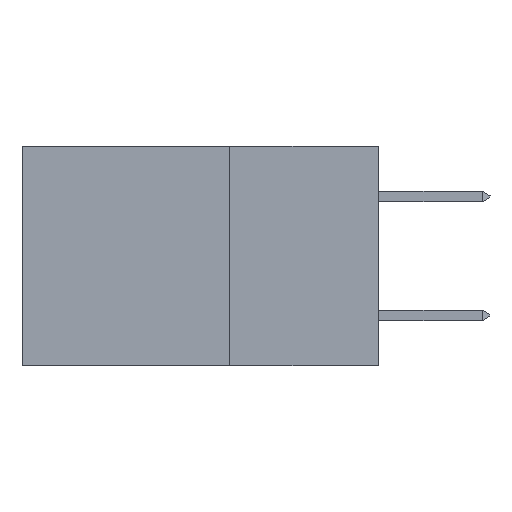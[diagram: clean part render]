
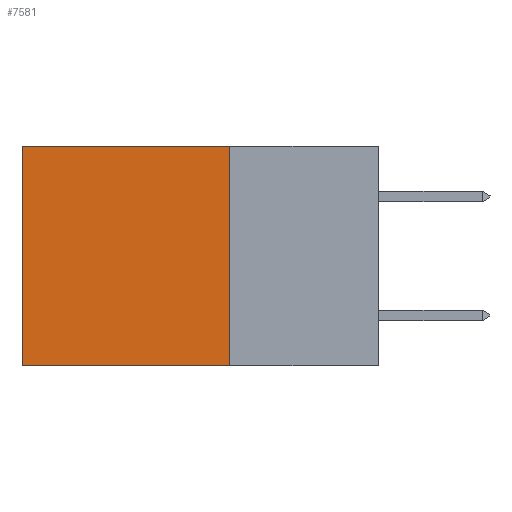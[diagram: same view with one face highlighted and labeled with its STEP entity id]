
A CAD part, left-side view. The second image highlights one B-rep face of the part: STEP entity #7581.
In plain terms, the highlighted planar face has unit normal (-1, 0, 0).
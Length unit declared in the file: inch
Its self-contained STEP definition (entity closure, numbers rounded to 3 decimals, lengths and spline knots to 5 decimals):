
#193 = FACE_OUTER_BOUND ( 'NONE', #9644, .T. ) ;
#896 = VECTOR ( 'NONE', #4978, 39.37008 ) ;
#1142 = VECTOR ( 'NONE', #8475, 39.37008 ) ;
#1185 = VECTOR ( 'NONE', #7486, 39.37008 ) ;
#1432 = EDGE_CURVE ( 'NONE', #7982, #11704, #9944, .T. ) ;
#2672 = ORIENTED_EDGE ( 'NONE', *, *, #1432, .F. ) ;
#2882 = CARTESIAN_POINT ( 'NONE',  ( 0.2615, 0.25, 0. ) ) ;
#3769 = VERTEX_POINT ( 'NONE', #2882 ) ;
#4037 = ORIENTED_EDGE ( 'NONE', *, *, #4242, .F. ) ;
#4242 = EDGE_CURVE ( 'NONE', #3769, #7982, #4848, .T. ) ;
#4848 = LINE ( 'NONE', #8849, #7518 ) ;
#4978 = DIRECTION ( 'NONE',  ( 0., 1., 0. ) ) ;
#5361 = CARTESIAN_POINT ( 'NONE',  ( 0.2615, 0.6, 0. ) ) ;
#5768 = ORIENTED_EDGE ( 'NONE', *, *, #10123, .T. ) ;
#5794 = AXIS2_PLACEMENT_3D ( 'NONE', #9026, #10850, #8898 ) ;
#5961 = DIRECTION ( 'NONE',  ( 0., 0., -1. ) ) ;
#6708 = CARTESIAN_POINT ( 'NONE',  ( 0.2615, 0.6, -0.37 ) ) ;
#6871 = PLANE ( 'NONE',  #5794 ) ;
#7001 = CARTESIAN_POINT ( 'NONE',  ( 0.2615, 0.25, -0.37 ) ) ;
#7108 = CARTESIAN_POINT ( 'NONE',  ( 0.2615, 0.25, -0.37 ) ) ;
#7486 = DIRECTION ( 'NONE',  ( 0., 1., 0. ) ) ;
#7518 = VECTOR ( 'NONE', #5961, 39.37008 ) ;
#7581 = ADVANCED_FACE ( 'NONE', ( #193 ), #6871, .F. ) ;
#7748 = LINE ( 'NONE', #8539, #1185 ) ;
#7776 = VERTEX_POINT ( 'NONE', #5361 ) ;
#7982 = VERTEX_POINT ( 'NONE', #7108 ) ;
#8475 = DIRECTION ( 'NONE',  ( 0., 0., -1. ) ) ;
#8539 = CARTESIAN_POINT ( 'NONE',  ( 0.2615, 0.25, 0. ) ) ;
#8849 = CARTESIAN_POINT ( 'NONE',  ( 0.2615, 0.25, -0.37 ) ) ;
#8898 = DIRECTION ( 'NONE',  ( 0., 0., -1. ) ) ;
#9026 = CARTESIAN_POINT ( 'NONE',  ( 0.2615, 0.25, -0.37 ) ) ;
#9644 = EDGE_LOOP ( 'NONE', ( #10902, #2672, #4037, #5768 ) ) ;
#9944 = LINE ( 'NONE', #7001, #896 ) ;
#10123 = EDGE_CURVE ( 'NONE', #3769, #7776, #7748, .T. ) ;
#10435 = CARTESIAN_POINT ( 'NONE',  ( 0.2615, 0.6, -0.37 ) ) ;
#10850 = DIRECTION ( 'NONE',  ( 1., 0., 0. ) ) ;
#10902 = ORIENTED_EDGE ( 'NONE', *, *, #12871, .T. ) ;
#11704 = VERTEX_POINT ( 'NONE', #6708 ) ;
#12279 = LINE ( 'NONE', #10435, #1142 ) ;
#12871 = EDGE_CURVE ( 'NONE', #7776, #11704, #12279, .T. ) ;
